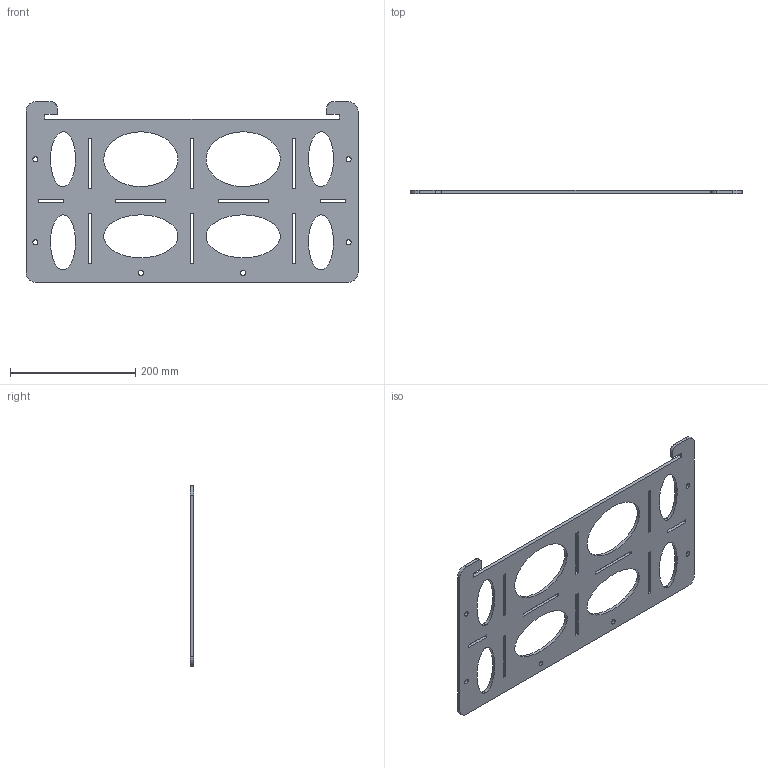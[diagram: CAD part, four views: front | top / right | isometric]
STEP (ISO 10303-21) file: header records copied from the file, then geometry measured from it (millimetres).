
FILE_DESCRIPTION (( 'STEP AP214' ), '1' );
FILE_NAME ('Variable angle foot rest - bottom plate.STEP', '2023-07-03T13:54:34', ( '' ), ( '' ), 'SwSTEP 2.0', 'SolidWorks 2020', '' );
FILE_SCHEMA (( 'AUTOMOTIVE_DESIGN' ));
Length unit declared in the file: millimetre
Products named in the file (1): Variable angle foot rest - bottom plate
Bounding box: 530 x 5 x 288.05 mm (x, y, z)
Volume: 480740.9 mm3; surface area: 219851.9 mm2
Topology: 1 solids, 1 shells, 88 faces, 258 edges, 172 vertices
Faces by surface type: plane 54, cylinder 18, bspline 16
Entity records: 3076 total; most frequent: CARTESIAN_POINT 727, ORIENTED_EDGE 516, DIRECTION 408, EDGE_CURVE 258, LINE 190, VECTOR 190, VERTEX_POINT 172, EDGE_LOOP 136
